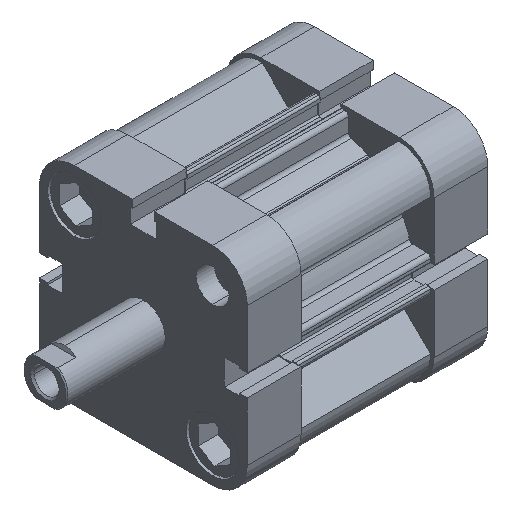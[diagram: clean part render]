
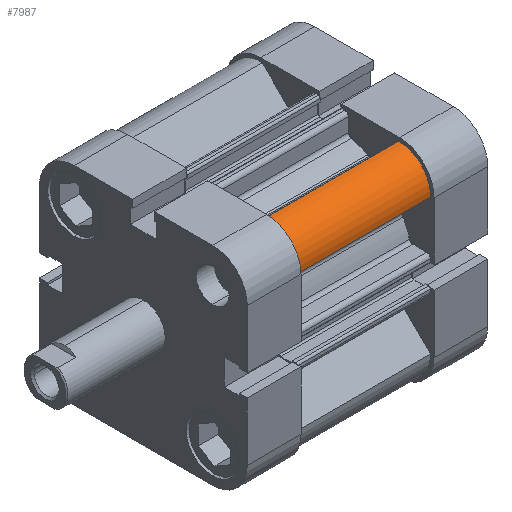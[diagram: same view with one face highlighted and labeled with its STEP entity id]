
A CAD part, isometric view. The second image highlights one B-rep face of the part: STEP entity #7987.
In plain terms, the highlighted cylindrical face has radius 8.5 mm (diameter 17 mm), a partial arc.
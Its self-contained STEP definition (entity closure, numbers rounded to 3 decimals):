
#203 = CIRCLE ( 'NONE', #2284, 8.5 ) ;
#881 = CARTESIAN_POINT ( 'NONE',  ( 18.654, -27.493, 36.5 ) ) ;
#1229 = CARTESIAN_POINT ( 'NONE',  ( 18.654, -27.493, 0. ) ) ;
#1280 = CARTESIAN_POINT ( 'NONE',  ( 27.493, -18.654, 0. ) ) ;
#1353 = CARTESIAN_POINT ( 'NONE',  ( 27.493, -18.654, 36.5 ) ) ;
#1775 = EDGE_CURVE ( 'NONE', #6466, #6360, #203, .T. ) ;
#2004 = AXIS2_PLACEMENT_3D ( 'NONE', #4651, #4662, #4659 ) ;
#2063 = AXIS2_PLACEMENT_3D ( 'NONE', #4904, #4887, #4886 ) ;
#2284 = AXIS2_PLACEMENT_3D ( 'NONE', #6383, #6369, #6368 ) ;
#2336 = EDGE_CURVE ( 'NONE', #6046, #6360, #9831, .T. ) ;
#4474 = DIRECTION ( 'NONE',  ( 0., 0., -1. ) ) ;
#4477 = CARTESIAN_POINT ( 'NONE',  ( 18.654, -27.493, 36.5 ) ) ;
#4651 = CARTESIAN_POINT ( 'NONE',  ( 19., -19., 36.5 ) ) ;
#4659 = DIRECTION ( 'NONE',  ( -1., 0., 0. ) ) ;
#4662 = DIRECTION ( 'NONE',  ( 0., 0., -1. ) ) ;
#4886 = DIRECTION ( 'NONE',  ( -1., 0., 0. ) ) ;
#4887 = DIRECTION ( 'NONE',  ( 0., 0., 1. ) ) ;
#4904 = CARTESIAN_POINT ( 'NONE',  ( 19., -19., 36.5 ) ) ;
#5505 = DIRECTION ( 'NONE',  ( 0., 0., -1. ) ) ;
#5507 = CARTESIAN_POINT ( 'NONE',  ( 27.493, -18.654, 36.5 ) ) ;
#5562 = ORIENTED_EDGE ( 'NONE', *, *, #7781, .T. ) ;
#6011 = ORIENTED_EDGE ( 'NONE', *, *, #1775, .T. ) ;
#6046 = VERTEX_POINT ( 'NONE', #1353 ) ;
#6128 = ORIENTED_EDGE ( 'NONE', *, *, #7883, .F. ) ;
#6134 = ORIENTED_EDGE ( 'NONE', *, *, #2336, .F. ) ;
#6360 = VERTEX_POINT ( 'NONE', #1280 ) ;
#6368 = DIRECTION ( 'NONE',  ( -1., 0., 0. ) ) ;
#6369 = DIRECTION ( 'NONE',  ( 0., 0., 1. ) ) ;
#6383 = CARTESIAN_POINT ( 'NONE',  ( 19., -19., 0. ) ) ;
#6466 = VERTEX_POINT ( 'NONE', #1229 ) ;
#6923 = VERTEX_POINT ( 'NONE', #881 ) ;
#7781 = EDGE_CURVE ( 'NONE', #6923, #6466, #8500, .T. ) ;
#7883 = EDGE_CURVE ( 'NONE', #6923, #6046, #8666, .T. ) ;
#7987 = ADVANCED_FACE ( 'NONE', ( #8764 ), #8766, .T. ) ;
#8304 = EDGE_LOOP ( 'NONE', ( #6011, #6134, #6128, #5562 ) ) ;
#8500 = LINE ( 'NONE', #4477, #8501 ) ;
#8501 = VECTOR ( 'NONE', #4474, 1000. ) ;
#8666 = CIRCLE ( 'NONE', #2063, 8.5 ) ;
#8764 = FACE_OUTER_BOUND ( 'NONE', #8304, .T. ) ;
#8766 = CYLINDRICAL_SURFACE ( 'NONE', #2004, 8.5 ) ;
#9790 = VECTOR ( 'NONE', #5505, 1000. ) ;
#9831 = LINE ( 'NONE', #5507, #9790 ) ;
